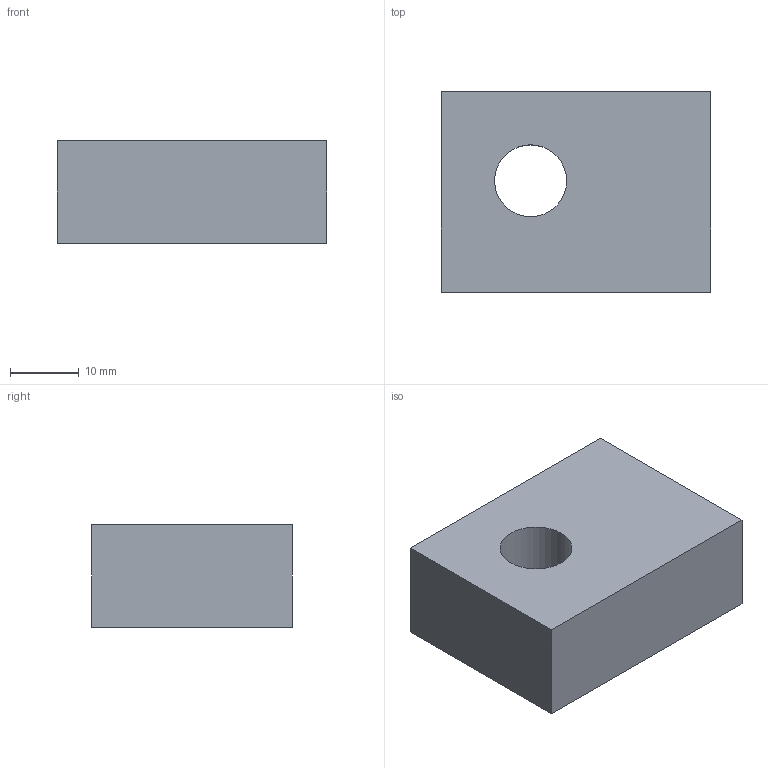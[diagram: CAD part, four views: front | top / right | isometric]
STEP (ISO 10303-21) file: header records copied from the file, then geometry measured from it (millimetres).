
FILE_DESCRIPTION(/* description */ (''),/* implementation_level */ '2;1');
FILE_NAME(/* name */ 'Schieber v6.step',/* time_stamp */ '2025-04-10T13:01:54+02:00',/* author */ (''),/* organization */ (''),/* preprocessor_version */ 'ST-DEVELOPER v20.1',/* originating_system */ 'Autodesk Translation Framework v14.4.0.0',/* authorisation */ '');
FILE_SCHEMA (('AUTOMOTIVE_DESIGN { 1 0 10303 214 3 1 1 }'));
Length unit declared in the file: millimetre
Products named in the file (1): Schieber
Bounding box: 39.25 x 29.25 x 15 mm (x, y, z)
Volume: 13881.8 mm3; surface area: 5487 mm2
Topology: 1 solids, 1 shells, 21 faces, 36 edges, 24 vertices
Faces by surface type: plane 13, cylinder 8
Full cylindrical faces by diameter (mm): 4.8 x6, 10.5 x1, 22.5 x1
Entity records: 543 total; most frequent: DIRECTION 96, CARTESIAN_POINT 82, ORIENTED_EDGE 72, AXIS2_PLACEMENT_3D 38, EDGE_CURVE 36, EDGE_LOOP 30, VERTEX_POINT 24, FACE_OUTER_BOUND 21
